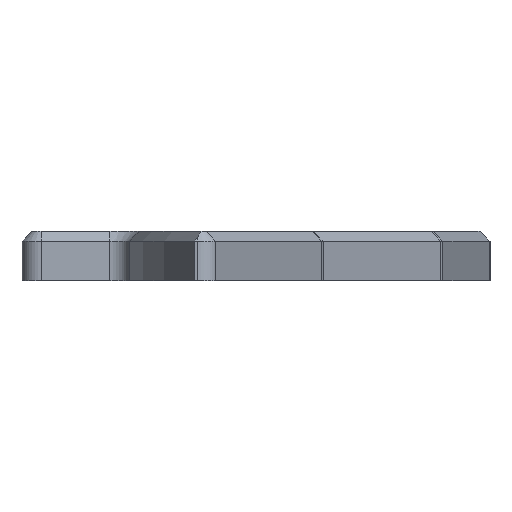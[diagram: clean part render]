
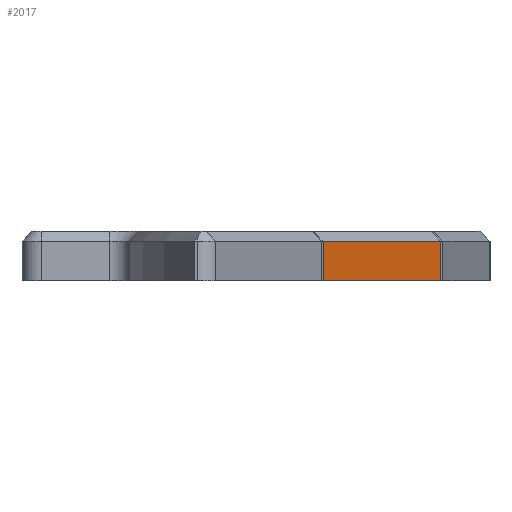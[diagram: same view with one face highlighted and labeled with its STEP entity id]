
A CAD part, left-side view. The second image highlights one B-rep face of the part: STEP entity #2017.
In plain terms, the highlighted planar face has unit normal (-0.5, -0.866, 0).
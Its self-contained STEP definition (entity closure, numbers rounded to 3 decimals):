
#58 = DIRECTION ( 'NONE',  ( 0., 0., -1. ) ) ;
#146 = ORIENTED_EDGE ( 'NONE', *, *, #1423, .T. ) ;
#161 = DIRECTION ( 'NONE',  ( 0., 0., 1. ) ) ;
#210 = LINE ( 'NONE', #634, #1380 ) ;
#353 = VERTEX_POINT ( 'NONE', #2150 ) ;
#370 = CARTESIAN_POINT ( 'NONE',  ( 1., -14.378, 0. ) ) ;
#379 = LINE ( 'NONE', #2365, #1762 ) ;
#382 = AXIS2_PLACEMENT_3D ( 'NONE', #2350, #553, #1791 ) ;
#523 = FACE_OUTER_BOUND ( 'NONE', #791, .T. ) ;
#553 = DIRECTION ( 'NONE',  ( 0.5, 0.866, 0. ) ) ;
#634 = CARTESIAN_POINT ( 'NONE',  ( 0., -13.801, 4. ) ) ;
#791 = EDGE_LOOP ( 'NONE', ( #146, #2025, #2411, #945 ) ) ;
#863 = VERTEX_POINT ( 'NONE', #1529 ) ;
#945 = ORIENTED_EDGE ( 'NONE', *, *, #2410, .T. ) ;
#957 = PLANE ( 'NONE',  #382 ) ;
#972 = VECTOR ( 'NONE', #1526, 1000. ) ;
#1050 = VECTOR ( 'NONE', #58, 1000. ) ;
#1111 = EDGE_CURVE ( 'NONE', #1306, #353, #210, .T. ) ;
#1128 = CARTESIAN_POINT ( 'NONE',  ( 0., -13.801, 0. ) ) ;
#1222 = DIRECTION ( 'NONE',  ( -0.866, 0.5, 0. ) ) ;
#1264 = EDGE_CURVE ( 'NONE', #353, #2173, #2310, .T. ) ;
#1295 = CARTESIAN_POINT ( 'NONE',  ( 28.203, -30.084, 4. ) ) ;
#1306 = VERTEX_POINT ( 'NONE', #1295 ) ;
#1380 = VECTOR ( 'NONE', #1222, 1000. ) ;
#1423 = EDGE_CURVE ( 'NONE', #863, #1306, #379, .T. ) ;
#1526 = DIRECTION ( 'NONE',  ( 0.866, -0.5, 0. ) ) ;
#1529 = CARTESIAN_POINT ( 'NONE',  ( 28.203, -30.084, 0. ) ) ;
#1762 = VECTOR ( 'NONE', #161, 1000. ) ;
#1791 = DIRECTION ( 'NONE',  ( -0.866, 0.5, 0. ) ) ;
#1930 = LINE ( 'NONE', #1128, #972 ) ;
#2017 = ADVANCED_FACE ( 'NONE', ( #523 ), #957, .F. ) ;
#2025 = ORIENTED_EDGE ( 'NONE', *, *, #1111, .T. ) ;
#2115 = CARTESIAN_POINT ( 'NONE',  ( 1., -14.378, 0. ) ) ;
#2150 = CARTESIAN_POINT ( 'NONE',  ( 1., -14.378, 4. ) ) ;
#2173 = VERTEX_POINT ( 'NONE', #370 ) ;
#2310 = LINE ( 'NONE', #2115, #1050 ) ;
#2350 = CARTESIAN_POINT ( 'NONE',  ( 0., -13.801, 5. ) ) ;
#2365 = CARTESIAN_POINT ( 'NONE',  ( 28.203, -30.084, 5. ) ) ;
#2410 = EDGE_CURVE ( 'NONE', #2173, #863, #1930, .T. ) ;
#2411 = ORIENTED_EDGE ( 'NONE', *, *, #1264, .T. ) ;
